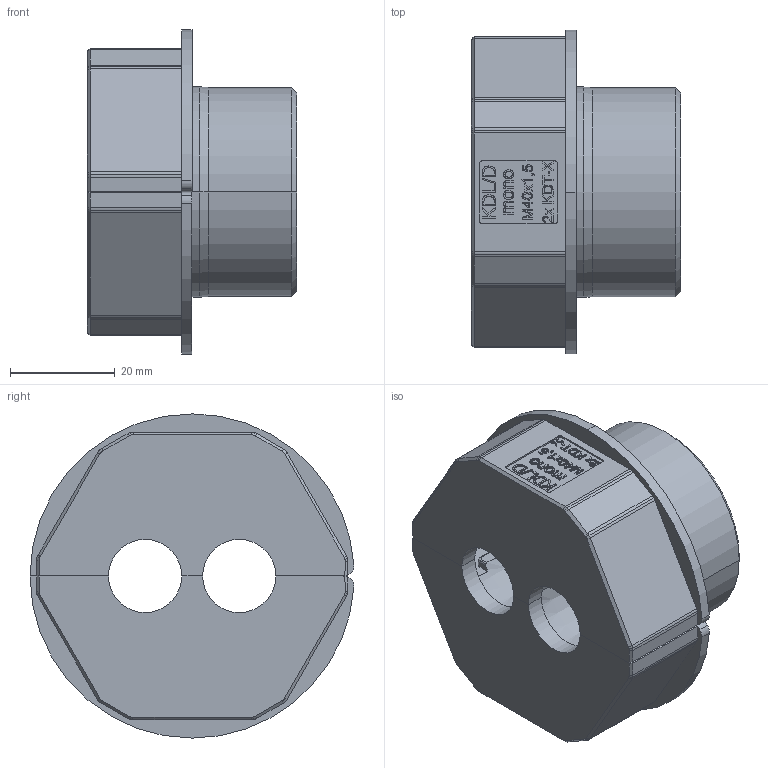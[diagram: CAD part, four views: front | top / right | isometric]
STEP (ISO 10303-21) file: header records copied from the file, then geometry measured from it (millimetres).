
FILE_DESCRIPTION (( 'STEP AP203' ), '1' );
FILE_NAME ('568630.step', '2020-12-17T18:35:11', ( '' ), ( '' ), 'SwSTEP 2.0', 'SolidWorks 2019', '' );
FILE_SCHEMA (( 'CONFIG_CONTROL_DESIGN' ));
Length unit declared in the file: millimetre
Products named in the file (1): 568630
Bounding box: 40 x 61.93 x 62 mm (x, y, z)
Volume: 51796.1 mm3; surface area: 17529.8 mm2
Topology: 2 solids, 2 shells, 606 faces, 1630 edges, 1072 vertices
Faces by surface type: plane 339, bspline 135, cylinder 100, cone 32
Entity records: 19621 total; most frequent: CARTESIAN_POINT 5112, ORIENTED_EDGE 3260, DIRECTION 2526, EDGE_CURVE 1630, LINE 1102, VECTOR 1102, VERTEX_POINT 1072, AXIS2_PLACEMENT_3D 712
